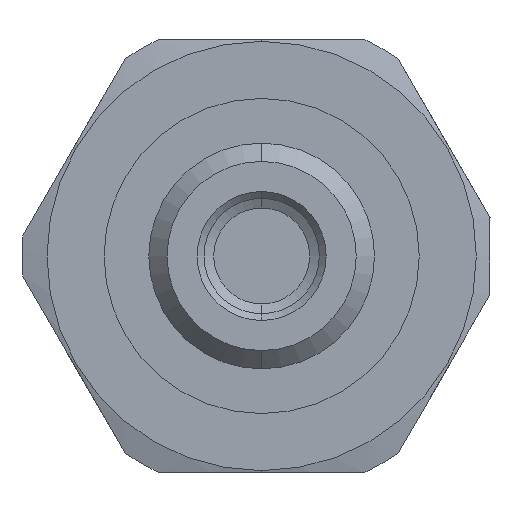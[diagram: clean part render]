
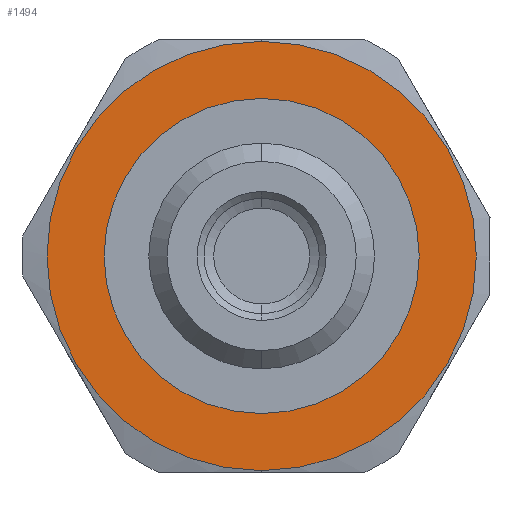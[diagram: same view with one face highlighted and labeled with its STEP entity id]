
A CAD part, front view. The second image highlights one B-rep face of the part: STEP entity #1494.
In plain terms, the highlighted planar face has unit normal (0, -1, 0).
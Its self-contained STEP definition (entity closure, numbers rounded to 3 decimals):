
#24 = EDGE_LOOP ( 'NONE', ( #2155, #1888 ) ) ;
#30 = CARTESIAN_POINT ( 'NONE',  ( 0., 11.1, -9.4 ) ) ;
#281 = DIRECTION ( 'NONE',  ( 0., -1., 0. ) ) ;
#487 = VERTEX_POINT ( 'NONE', #7607 ) ;
#1494 = ADVANCED_FACE ( 'NONE', ( #13831, #7469 ), #6283, .T. ) ;
#1776 = EDGE_LOOP ( 'NONE', ( #5950, #16678 ) ) ;
#1888 = ORIENTED_EDGE ( 'NONE', *, *, #7376, .T. ) ;
#2066 = EDGE_CURVE ( 'NONE', #9893, #16970, #17443, .T. ) ;
#2155 = ORIENTED_EDGE ( 'NONE', *, *, #2066, .T. ) ;
#2710 = EDGE_CURVE ( 'NONE', #487, #4817, #12337, .T. ) ;
#3544 = AXIS2_PLACEMENT_3D ( 'NONE', #6160, #15741, #7624 ) ;
#3904 = AXIS2_PLACEMENT_3D ( 'NONE', #8380, #281, #9726 ) ;
#4547 = AXIS2_PLACEMENT_3D ( 'NONE', #5830, #15284, #7181 ) ;
#4725 = DIRECTION ( 'NONE',  ( 0., -1., 0. ) ) ;
#4799 = CARTESIAN_POINT ( 'NONE',  ( 0., 11.1, 0. ) ) ;
#4817 = VERTEX_POINT ( 'NONE', #11117 ) ;
#5830 = CARTESIAN_POINT ( 'NONE',  ( 0., 11.1, 0. ) ) ;
#5950 = ORIENTED_EDGE ( 'NONE', *, *, #14313, .F. ) ;
#6158 = DIRECTION ( 'NONE',  ( 0., 0., -1. ) ) ;
#6160 = CARTESIAN_POINT ( 'NONE',  ( 6.9, 11.1, 0. ) ) ;
#6283 = PLANE ( 'NONE',  #3544 ) ;
#7181 = DIRECTION ( 'NONE',  ( 0., 0., -1. ) ) ;
#7376 = EDGE_CURVE ( 'NONE', #16970, #9893, #9373, .T. ) ;
#7469 = FACE_BOUND ( 'NONE', #1776, .T. ) ;
#7607 = CARTESIAN_POINT ( 'NONE',  ( 0., 11.1, 6.9 ) ) ;
#7624 = DIRECTION ( 'NONE',  ( 0., 0., -1. ) ) ;
#8380 = CARTESIAN_POINT ( 'NONE',  ( 0., 11.1, 0. ) ) ;
#8621 = AXIS2_PLACEMENT_3D ( 'NONE', #4799, #14260, #6158 ) ;
#9373 = CIRCLE ( 'NONE', #3904, 9.4 ) ;
#9726 = DIRECTION ( 'NONE',  ( 0., 0., -1. ) ) ;
#9893 = VERTEX_POINT ( 'NONE', #9950 ) ;
#9950 = CARTESIAN_POINT ( 'NONE',  ( 0., 11.1, 9.4 ) ) ;
#10175 = CIRCLE ( 'NONE', #4547, 6.9 ) ;
#10660 = AXIS2_PLACEMENT_3D ( 'NONE', #12824, #4725, #14182 ) ;
#11117 = CARTESIAN_POINT ( 'NONE',  ( 0., 11.1, -6.9 ) ) ;
#12337 = CIRCLE ( 'NONE', #10660, 6.9 ) ;
#12824 = CARTESIAN_POINT ( 'NONE',  ( 0., 11.1, 0. ) ) ;
#13831 = FACE_OUTER_BOUND ( 'NONE', #24, .T. ) ;
#14182 = DIRECTION ( 'NONE',  ( 0., 0., -1. ) ) ;
#14260 = DIRECTION ( 'NONE',  ( 0., -1., 0. ) ) ;
#14313 = EDGE_CURVE ( 'NONE', #4817, #487, #10175, .T. ) ;
#15284 = DIRECTION ( 'NONE',  ( 0., -1., 0. ) ) ;
#15741 = DIRECTION ( 'NONE',  ( 0., -1., 0. ) ) ;
#16678 = ORIENTED_EDGE ( 'NONE', *, *, #2710, .F. ) ;
#16970 = VERTEX_POINT ( 'NONE', #30 ) ;
#17443 = CIRCLE ( 'NONE', #8621, 9.4 ) ;
